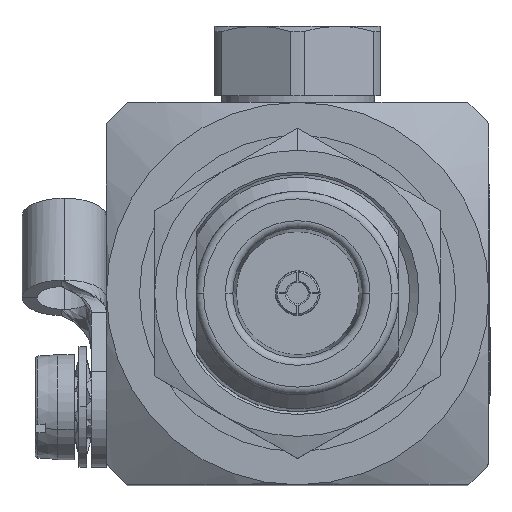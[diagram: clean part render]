
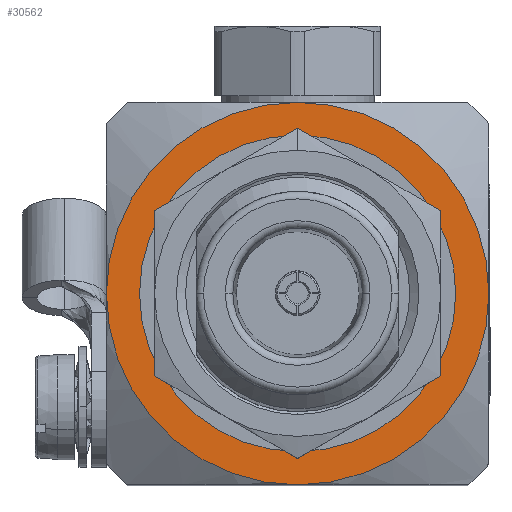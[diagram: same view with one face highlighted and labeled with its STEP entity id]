
A CAD part, top view. The second image highlights one B-rep face of the part: STEP entity #30562.
In plain terms, the highlighted planar face has unit normal (0, 0, 1).
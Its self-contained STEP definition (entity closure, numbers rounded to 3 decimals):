
#2604 = EDGE_CURVE ( 'NONE', #31667, #31668, #25711, .T. ) ;
#10343 = CARTESIAN_POINT ( 'NONE',  ( 0., 0., -23. ) ) ;
#10344 = DIRECTION ( 'NONE',  ( 0., 0., 1. ) ) ;
#10345 = DIRECTION ( 'NONE',  ( 1., 0., 0. ) ) ;
#14431 = ORIENTED_EDGE ( 'NONE', *, *, #15191, .T. ) ;
#14432 = ORIENTED_EDGE ( 'NONE', *, *, #15214, .F. ) ;
#14433 = ORIENTED_EDGE ( 'NONE', *, *, #2604, .F. ) ;
#14434 = ORIENTED_EDGE ( 'NONE', *, *, #15188, .T. ) ;
#14435 = ORIENTED_EDGE ( 'NONE', *, *, #15185, .T. ) ;
#14436 = ORIENTED_EDGE ( 'NONE', *, *, #15184, .T. ) ;
#15184 = EDGE_CURVE ( 'NONE', #31735, #31737, #27275, .T. ) ;
#15185 = EDGE_CURVE ( 'NONE', #31730, #31735, #27276, .T. ) ;
#15188 = EDGE_CURVE ( 'NONE', #31739, #31730, #27278, .T. ) ;
#15191 = EDGE_CURVE ( 'NONE', #31737, #31739, #27280, .T. ) ;
#15214 = EDGE_CURVE ( 'NONE', #31668, #31667, #27289, .T. ) ;
#17207 = FACE_BOUND ( 'NONE', #27738, .T. ) ;
#17213 = FACE_OUTER_BOUND ( 'NONE', #27759, .T. ) ;
#17216 = AXIS2_PLACEMENT_3D ( 'NONE', #17682, #17683, #17684 ) ;
#17681 = PLANE ( 'NONE',  #17216 ) ;
#17682 = CARTESIAN_POINT ( 'NONE',  ( 0., 9.8, -23. ) ) ;
#17683 = DIRECTION ( 'NONE',  ( 0., 0., -1. ) ) ;
#17684 = DIRECTION ( 'NONE',  ( -1., 0., 0. ) ) ;
#20105 = CARTESIAN_POINT ( 'NONE',  ( -9.8, 0., -23. ) ) ;
#20106 = CARTESIAN_POINT ( 'NONE',  ( 9.8, 0., -23. ) ) ;
#20168 = CARTESIAN_POINT ( 'NONE',  ( 0., 12.7, -23. ) ) ;
#20173 = CARTESIAN_POINT ( 'NONE',  ( -12.7, 0., -23. ) ) ;
#20175 = CARTESIAN_POINT ( 'NONE',  ( 0., -12.7, -23. ) ) ;
#20177 = CARTESIAN_POINT ( 'NONE',  ( 12.7, 0., -23. ) ) ;
#20639 = AXIS2_PLACEMENT_3D ( 'NONE', #29978, #29979, #29980 ) ;
#20647 = AXIS2_PLACEMENT_3D ( 'NONE', #29981, #29982, #29983 ) ;
#20649 = AXIS2_PLACEMENT_3D ( 'NONE', #29997, #29998, #29999 ) ;
#20651 = AXIS2_PLACEMENT_3D ( 'NONE', #30013, #30014, #30015 ) ;
#20666 = AXIS2_PLACEMENT_3D ( 'NONE', #30146, #30147, #30148 ) ;
#25711 = CIRCLE ( 'NONE', #26165, 9.8 ) ;
#26165 = AXIS2_PLACEMENT_3D ( 'NONE', #10343, #10344, #10345 ) ;
#27275 = CIRCLE ( 'NONE', #20639, 12.7 ) ;
#27276 = CIRCLE ( 'NONE', #20647, 12.7 ) ;
#27278 = CIRCLE ( 'NONE', #20649, 12.7 ) ;
#27280 = CIRCLE ( 'NONE', #20651, 12.7 ) ;
#27289 = CIRCLE ( 'NONE', #20666, 9.8 ) ;
#27738 = EDGE_LOOP ( 'NONE', ( #14432, #14433 ) ) ;
#27759 = EDGE_LOOP ( 'NONE', ( #14434, #14435, #14436, #14431 ) ) ;
#29978 = CARTESIAN_POINT ( 'NONE',  ( 0., 0., -23. ) ) ;
#29979 = DIRECTION ( 'NONE',  ( 0., 0., 1. ) ) ;
#29980 = DIRECTION ( 'NONE',  ( 1., 0., 0. ) ) ;
#29981 = CARTESIAN_POINT ( 'NONE',  ( 0., 0., -23. ) ) ;
#29982 = DIRECTION ( 'NONE',  ( 0., 0., 1. ) ) ;
#29983 = DIRECTION ( 'NONE',  ( 1., 0., 0. ) ) ;
#29997 = CARTESIAN_POINT ( 'NONE',  ( 0., 0., -23. ) ) ;
#29998 = DIRECTION ( 'NONE',  ( 0., 0., 1. ) ) ;
#29999 = DIRECTION ( 'NONE',  ( 1., 0., 0. ) ) ;
#30013 = CARTESIAN_POINT ( 'NONE',  ( 0., 0., -23. ) ) ;
#30014 = DIRECTION ( 'NONE',  ( 0., 0., 1. ) ) ;
#30015 = DIRECTION ( 'NONE',  ( 1., 0., 0. ) ) ;
#30146 = CARTESIAN_POINT ( 'NONE',  ( 0., 0., -23. ) ) ;
#30147 = DIRECTION ( 'NONE',  ( 0., 0., 1. ) ) ;
#30148 = DIRECTION ( 'NONE',  ( 1., 0., 0. ) ) ;
#30562 = ADVANCED_FACE ( 'NONE', ( #17207, #17213 ), #17681, .F. ) ;
#31667 = VERTEX_POINT ( 'NONE', #20105 ) ;
#31668 = VERTEX_POINT ( 'NONE', #20106 ) ;
#31730 = VERTEX_POINT ( 'NONE', #20168 ) ;
#31735 = VERTEX_POINT ( 'NONE', #20173 ) ;
#31737 = VERTEX_POINT ( 'NONE', #20175 ) ;
#31739 = VERTEX_POINT ( 'NONE', #20177 ) ;
